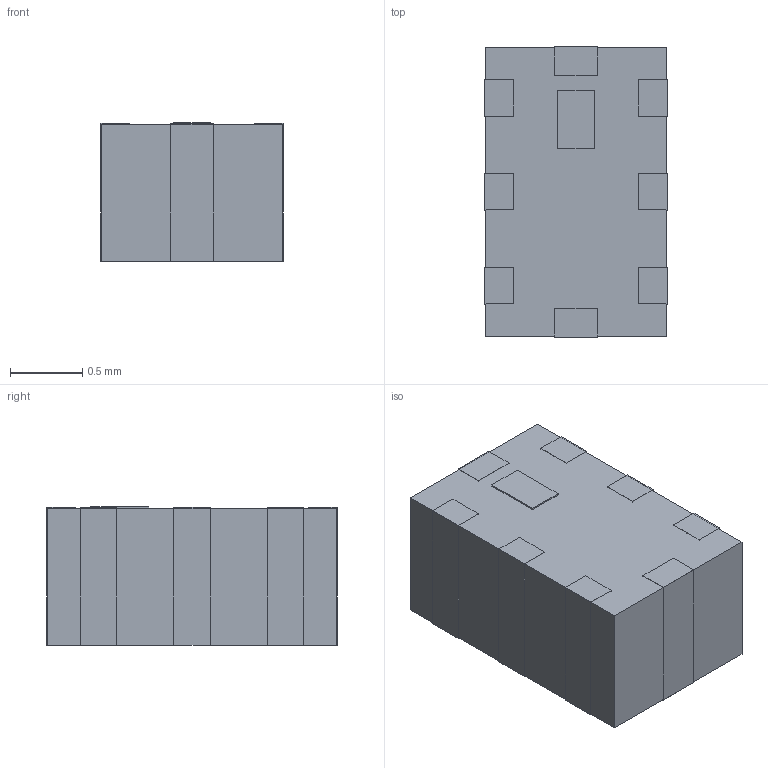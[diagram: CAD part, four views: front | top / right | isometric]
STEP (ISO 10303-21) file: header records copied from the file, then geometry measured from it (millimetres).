
FILE_DESCRIPTION(('FreeCAD Model'),'2;1');
FILE_NAME('Open CASCADE Shape Model','2024-06-24T18:03:21',('Author'),( ''),'Open CASCADE STEP processor 7.5','FreeCAD','Unknown');
FILE_SCHEMA(('AUTOMOTIVE_DESIGN { 1 0 10303 214 1 1 1 1 }'));
Length unit declared in the file: millimetre
Products named in the file (11): Assemble; Body; Mark; Pin1; Pin2; Pin3; Pin4; Pin5; Pin6; Pin7; Pin8
Assembly tree (10 placements, depth 2):
  Assemble
    Body
    Mark
    Pin1
    Pin2
    Pin3
    Pin4
    Pin5
    Pin6
    Pin7
    Pin8
Bounding box: 1.26 x 2.01 x 0.96 mm (x, y, z)
Surface area: 19.3 mm2
Topology: 10 solids, 10 shells, 68 faces, 144 edges, 96 vertices
Faces by surface type: plane 68
Entity records: 3936 total; most frequent: CARTESIAN_POINT 607, DIRECTION 590, LINE 432, VECTOR 432, ORIENTED_EDGE 288, PCURVE 288, DEFINITIONAL_REPRESENTATION 288, EDGE_CURVE 144
